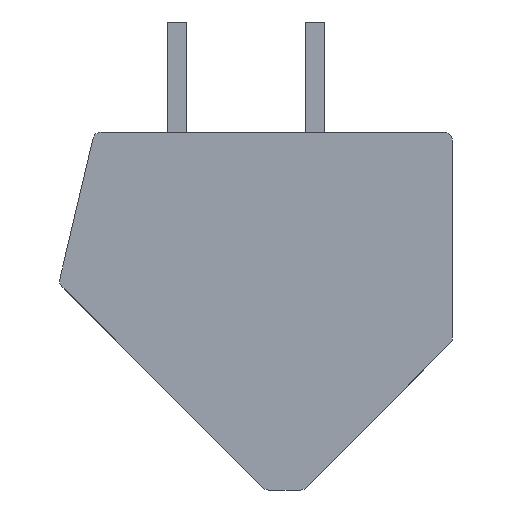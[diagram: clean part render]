
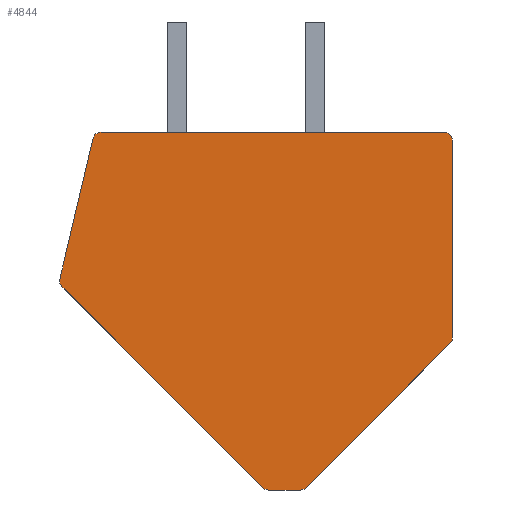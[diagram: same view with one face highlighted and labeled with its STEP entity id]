
A CAD part, front view. The second image highlights one B-rep face of the part: STEP entity #4844.
In plain terms, the highlighted planar face has unit normal (0, -1, 0).
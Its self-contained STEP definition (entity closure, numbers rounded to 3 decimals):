
#903=CARTESIAN_POINT('',(1.626,-3.54,-6.2));
#904=DIRECTION('',(0.,-1.,0.));
#905=DIRECTION('',(0.,0.,-1.));
#906=AXIS2_PLACEMENT_3D('',#903,#904,#905);
#908=DIRECTION('',(1.,0.,0.));
#909=VECTOR('',#908,1.151);
#910=CARTESIAN_POINT('',(0.474,-3.54,-6.5));
#911=LINE('',#910,#909);
#912=CARTESIAN_POINT('',(0.474,-3.54,-6.2));
#913=DIRECTION('',(0.,-1.,0.));
#914=DIRECTION('',(-0.707,0.,-0.707));
#915=AXIS2_PLACEMENT_3D('',#912,#913,#914);
#917=DIRECTION('',(0.707,0.,-0.707));
#918=VECTOR('',#917,10.315);
#919=CARTESIAN_POINT('',(-7.032,-3.54,0.882));
#920=LINE('',#919,#918);
#921=CARTESIAN_POINT('',(-6.82,-3.54,1.094));
#922=DIRECTION('',(0.,-1.,0.));
#923=DIRECTION('',(-0.973,0.,0.23));
#924=AXIS2_PLACEMENT_3D('',#921,#922,#923);
#926=DIRECTION('',(-0.23,0.,-0.973));
#927=VECTOR('',#926,5.247);
#928=CARTESIAN_POINT('',(-5.905,-3.54,6.269));
#929=LINE('',#928,#927);
#930=CARTESIAN_POINT('',(-5.613,-3.54,6.2));
#931=DIRECTION('',(0.,-1.,0.));
#932=DIRECTION('',(0.,0.,1.));
#933=AXIS2_PLACEMENT_3D('',#930,#931,#932);
#935=DIRECTION('',(-1.,0.,0.));
#936=VECTOR('',#935,12.463);
#937=CARTESIAN_POINT('',(6.85,-3.54,6.5));
#938=LINE('',#937,#936);
#939=CARTESIAN_POINT('',(6.85,-3.54,6.2));
#940=DIRECTION('',(0.,-1.,0.));
#941=DIRECTION('',(1.,0.,0.));
#942=AXIS2_PLACEMENT_3D('',#939,#940,#941);
#944=DIRECTION('',(0.,0.,1.));
#945=VECTOR('',#944,7.176);
#946=CARTESIAN_POINT('',(7.15,-3.54,-0.976));
#947=LINE('',#946,#945);
#948=CARTESIAN_POINT('',(6.85,-3.54,-0.976));
#949=DIRECTION('',(0.,-1.,0.));
#950=DIRECTION('',(0.707,0.,-0.707));
#951=AXIS2_PLACEMENT_3D('',#948,#949,#950);
#953=DIRECTION('',(0.707,0.,0.707));
#954=VECTOR('',#953,7.388);
#955=CARTESIAN_POINT('',(1.838,-3.54,-6.412));
#956=LINE('',#955,#954);
#3141=CARTESIAN_POINT('',(1.626,-3.54,-6.5));
#3142=CARTESIAN_POINT('',(1.838,-3.54,-6.412));
#3143=VERTEX_POINT('',#3141);
#3144=VERTEX_POINT('',#3142);
#3145=CARTESIAN_POINT('',(7.062,-3.54,-1.188));
#3146=VERTEX_POINT('',#3145);
#3147=CARTESIAN_POINT('',(7.15,-3.54,-0.976));
#3148=VERTEX_POINT('',#3147);
#3149=CARTESIAN_POINT('',(7.15,-3.54,6.2));
#3150=VERTEX_POINT('',#3149);
#3151=CARTESIAN_POINT('',(6.85,-3.54,6.5));
#3152=VERTEX_POINT('',#3151);
#3153=CARTESIAN_POINT('',(-5.613,-3.54,6.5));
#3154=VERTEX_POINT('',#3153);
#3155=CARTESIAN_POINT('',(-5.905,-3.54,6.269));
#3156=VERTEX_POINT('',#3155);
#3157=CARTESIAN_POINT('',(-7.112,-3.54,1.163));
#3158=VERTEX_POINT('',#3157);
#3159=CARTESIAN_POINT('',(-7.032,-3.54,0.882));
#3160=VERTEX_POINT('',#3159);
#3161=CARTESIAN_POINT('',(0.262,-3.54,-6.412));
#3162=VERTEX_POINT('',#3161);
#3163=CARTESIAN_POINT('',(0.474,-3.54,-6.5));
#3164=VERTEX_POINT('',#3163);
#4825=CARTESIAN_POINT('',(0.,-3.54,0.));
#4826=DIRECTION('',(0.,-1.,0.));
#4827=DIRECTION('',(-1.,0.,0.));
#4828=AXIS2_PLACEMENT_3D('',#4825,#4826,#4827);
#4829=PLANE('',#4828);
#4830=ORIENTED_EDGE('',*,*,#4164,.F.);
#4831=ORIENTED_EDGE('',*,*,#4179,.F.);
#4832=ORIENTED_EDGE('',*,*,#4193,.F.);
#4833=ORIENTED_EDGE('',*,*,#4207,.F.);
#4834=ORIENTED_EDGE('',*,*,#4421,.F.);
#4835=ORIENTED_EDGE('',*,*,#4435,.F.);
#4836=ORIENTED_EDGE('',*,*,#4449,.F.);
#4837=ORIENTED_EDGE('',*,*,#4463,.F.);
#4838=ORIENTED_EDGE('',*,*,#4677,.F.);
#4839=ORIENTED_EDGE('',*,*,#4691,.F.);
#4840=ORIENTED_EDGE('',*,*,#4705,.F.);
#4841=ORIENTED_EDGE('',*,*,#4718,.F.);
#4842=EDGE_LOOP('',(#4830,#4831,#4832,#4833,#4834,#4835,#4836,#4837,#4838,#4839,
#4840,#4841));
#4843=FACE_OUTER_BOUND('',#4842,.F.);
#4844=ADVANCED_FACE('',(#4843),#4829,.T.);
#907=CIRCLE('',#906,0.3);
#916=CIRCLE('',#915,0.3);
#925=CIRCLE('',#924,0.3);
#934=CIRCLE('',#933,0.3);
#943=CIRCLE('',#942,0.3);
#952=CIRCLE('',#951,0.3);
#4164=EDGE_CURVE('',#3143,#3144,#907,.T.);
#4179=EDGE_CURVE('',#3164,#3143,#911,.T.);
#4193=EDGE_CURVE('',#3162,#3164,#916,.T.);
#4207=EDGE_CURVE('',#3160,#3162,#920,.T.);
#4421=EDGE_CURVE('',#3158,#3160,#925,.T.);
#4435=EDGE_CURVE('',#3156,#3158,#929,.T.);
#4449=EDGE_CURVE('',#3154,#3156,#934,.T.);
#4463=EDGE_CURVE('',#3152,#3154,#938,.T.);
#4677=EDGE_CURVE('',#3150,#3152,#943,.T.);
#4691=EDGE_CURVE('',#3148,#3150,#947,.T.);
#4705=EDGE_CURVE('',#3146,#3148,#952,.T.);
#4718=EDGE_CURVE('',#3144,#3146,#956,.T.);
